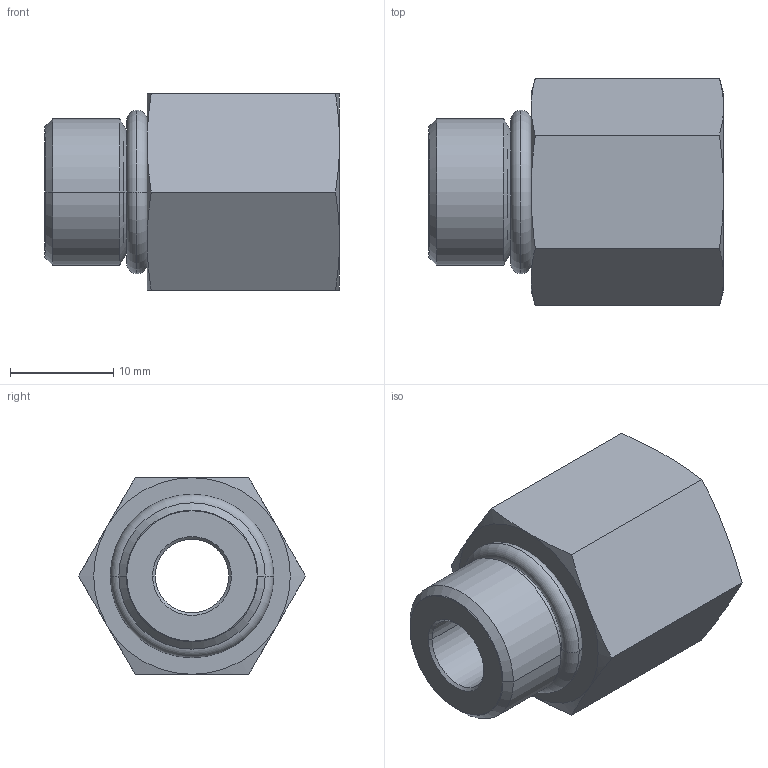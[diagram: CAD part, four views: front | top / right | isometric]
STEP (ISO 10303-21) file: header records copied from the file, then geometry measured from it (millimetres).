
FILE_DESCRIPTION((''),'2;1');
FILE_NAME('ILCM43000024','2009-07-27T',('mes'),(''),'PRO/ENGINEER BY PARAMETRIC TECHNOLOGY CORPORATION, 2007460','PRO/ENGINEER BY PARAMETRIC TECHNOLOGY CORPORATION, 2007460','');
FILE_SCHEMA(('AUTOMOTIVE_DESIGN_CC2 { 1 2 10303 214 -1 1 5 2 }'));
Length unit declared in the file: inch
Products named in the file (1): ILCM43000024
Bounding box: 28.55 x 22 x 19.05 mm (x, y, z)
Volume: 5208.8 mm3; surface area: 3627.4 mm2
Topology: 2 solids, 3 shells, 47 faces, 106 edges, 62 vertices
Faces by surface type: cone 22, cylinder 10, plane 9, torus 6
Entity records: 1843 total; most frequent: CARTESIAN_POINT 354, DIRECTION 228, ORIENTED_EDGE 208, COLOUR_RGB 106, EDGE_CURVE 106, AXIS2_PLACEMENT_3D 98, VERTEX_POINT 62, EDGE_LOOP 50
